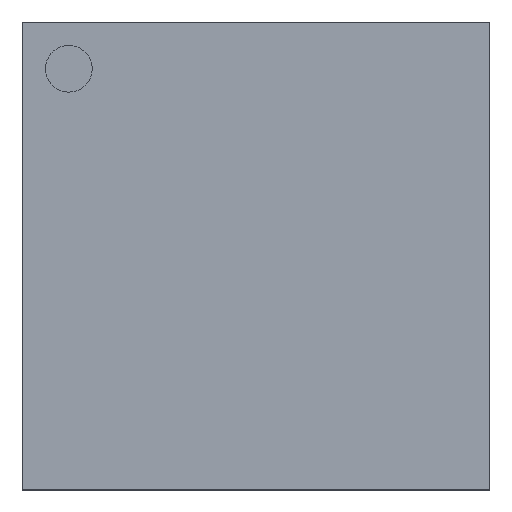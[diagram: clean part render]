
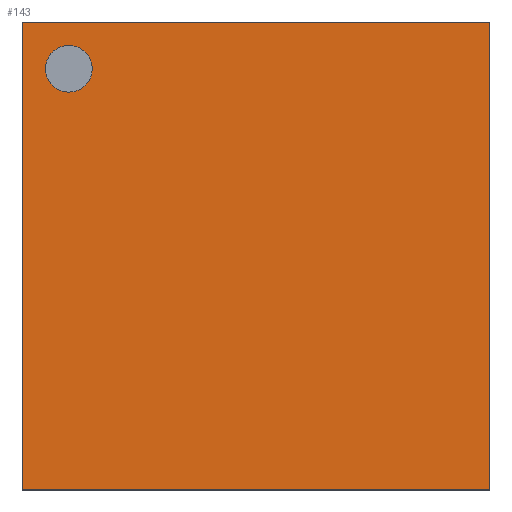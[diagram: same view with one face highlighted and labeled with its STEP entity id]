
A CAD part, top view. The second image highlights one B-rep face of the part: STEP entity #143.
In plain terms, the highlighted planar face has unit normal (0, 0, 1).
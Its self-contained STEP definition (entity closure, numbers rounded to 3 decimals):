
#13=DIRECTION('',(0.,0.,1.));
#20=ORIENTED_EDGE('',*,*,#21,.F.);
#21=EDGE_CURVE('',#22,#24,#26,.T.);
#22=VERTEX_POINT('',#23);
#23=CARTESIAN_POINT('',(-1.5,-1.5,0.55));
#24=VERTEX_POINT('',#25);
#25=CARTESIAN_POINT('',(-1.5,1.5,0.55));
#26=LINE('',#23,#27);
#27=VECTOR('',#28,1.);
#28=DIRECTION('',(0.,1.,0.));
#142=DIRECTION('',(1.,0.,0.));
#143=ADVANCED_FACE('',(#144,#160),#169,.T.);
#144=FACE_BOUND('',#145,.T.);
#145=EDGE_LOOP('',(#20,#146,#152,#157));
#146=ORIENTED_EDGE('',*,*,#147,.T.);
#147=EDGE_CURVE('',#22,#148,#150,.T.);
#148=VERTEX_POINT('',#149);
#149=CARTESIAN_POINT('',(1.5,-1.5,0.55));
#150=LINE('',#23,#151);
#151=VECTOR('',#142,1.);
#152=ORIENTED_EDGE('',*,*,#153,.T.);
#153=EDGE_CURVE('',#148,#154,#156,.T.);
#154=VERTEX_POINT('',#155);
#155=CARTESIAN_POINT('',(1.5,1.5,0.55));
#156=LINE('',#149,#27);
#157=ORIENTED_EDGE('',*,*,#158,.F.);
#158=EDGE_CURVE('',#24,#154,#159,.T.);
#159=LINE('',#25,#151);
#160=FACE_BOUND('',#161,.T.);
#161=EDGE_LOOP('',(#162));
#162=ORIENTED_EDGE('',*,*,#163,.F.);
#163=EDGE_CURVE('',#164,#164,#166,.T.);
#164=VERTEX_POINT('',#165);
#165=CARTESIAN_POINT('',(-1.05,1.2,0.55));
#166=CIRCLE('',#167,0.15);
#167=AXIS2_PLACEMENT_3D('',#168,#13,#142);
#168=CARTESIAN_POINT('',(-1.2,1.2,0.55));
#169=PLANE('',#170);
#170=AXIS2_PLACEMENT_3D('',#23,#13,#142);
